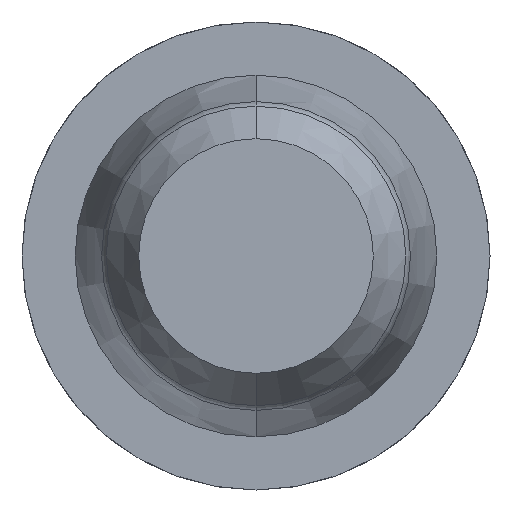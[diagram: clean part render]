
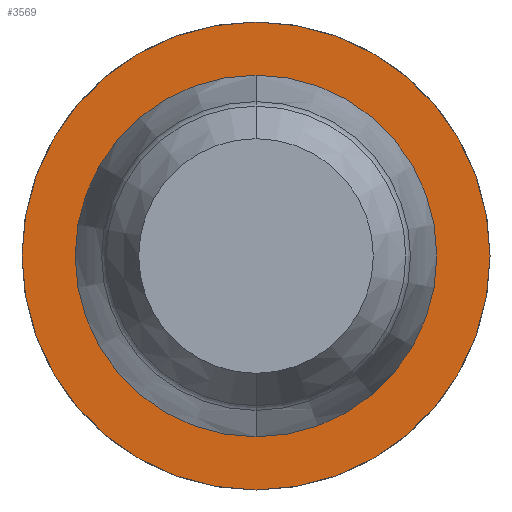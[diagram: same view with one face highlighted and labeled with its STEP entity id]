
A CAD part, front view. The second image highlights one B-rep face of the part: STEP entity #3569.
In plain terms, the highlighted planar face has unit normal (0, -1, 0).
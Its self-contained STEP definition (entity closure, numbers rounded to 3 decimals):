
#57 = DIRECTION ( 'NONE',  ( 0., 1., 0. ) ) ;
#61 = EDGE_CURVE ( 'Defeature ausgef�hrt3_5+Defeature ausgef�hrt3_6+Defeature ausgef�hrt3_6+Defeature ausgef�hrt3_6', #1630, #2672, #1925, .T. ) ;
#172 = ORIENTED_EDGE ( 'NONE', *, *, #2881, .T. ) ;
#244 = DIRECTION ( 'NONE',  ( 0., 0., 1. ) ) ;
#409 = CARTESIAN_POINT ( 'NONE',  ( 0., -9., 1.25 ) ) ;
#477 = CARTESIAN_POINT ( 'NONE',  ( 0., -9., -0.966 ) ) ;
#636 = EDGE_LOOP ( 'NONE', ( #3514, #2245 ) ) ;
#721 = AXIS2_PLACEMENT_3D ( 'NONE', #1757, #57, #3915 ) ;
#914 = VERTEX_POINT ( 'NONE', #409 ) ;
#1073 = CARTESIAN_POINT ( 'NONE',  ( 0., -9., 0. ) ) ;
#1096 = VERTEX_POINT ( 'NONE', #3046 ) ;
#1108 = DIRECTION ( 'NONE',  ( 0., 1., 0. ) ) ;
#1115 = CARTESIAN_POINT ( 'NONE',  ( 0., -9., 0. ) ) ;
#1321 = FACE_OUTER_BOUND ( 'NONE', #636, .T. ) ;
#1445 = AXIS2_PLACEMENT_3D ( 'NONE', #1073, #1108, #2130 ) ;
#1630 = VERTEX_POINT ( 'NONE', #3207 ) ;
#1658 = PLANE ( 'NONE',  #4290 ) ;
#1698 = FACE_BOUND ( 'NONE', #2530, .T. ) ;
#1757 = CARTESIAN_POINT ( 'NONE',  ( 0., -9., 0. ) ) ;
#1845 = DIRECTION ( 'NONE',  ( 0., 1., 0. ) ) ;
#1925 = CIRCLE ( 'NONE', #721, 0.966 ) ;
#1985 = CARTESIAN_POINT ( 'NONE',  ( 0., -9., 0. ) ) ;
#2080 = AXIS2_PLACEMENT_3D ( 'NONE', #1115, #1845, #3568 ) ;
#2130 = DIRECTION ( 'NONE',  ( 0., 0., 1. ) ) ;
#2245 = ORIENTED_EDGE ( 'NONE', *, *, #4462, .F. ) ;
#2350 = CIRCLE ( 'NONE', #2080, 1.25 ) ;
#2352 = DIRECTION ( 'NONE',  ( 0., 0., 1. ) ) ;
#2406 = AXIS2_PLACEMENT_3D ( 'NONE', #1985, #4444, #244 ) ;
#2530 = EDGE_LOOP ( 'NONE', ( #2964, #172 ) ) ;
#2672 = VERTEX_POINT ( 'NONE', #477 ) ;
#2881 = EDGE_CURVE ( 'Defeature ausgef�hrt3_5+Defeature ausgef�hrt3_6+Defeature ausgef�hrt3_6+Defeature ausgef�hrt3_6', #2672, #1630, #3391, .T. ) ;
#2964 = ORIENTED_EDGE ( 'NONE', *, *, #61, .T. ) ;
#3046 = CARTESIAN_POINT ( 'NONE',  ( 0., -9., -1.25 ) ) ;
#3207 = CARTESIAN_POINT ( 'NONE',  ( 0., -9., 0.966 ) ) ;
#3391 = CIRCLE ( 'NONE', #2406, 0.966 ) ;
#3514 = ORIENTED_EDGE ( 'NONE', *, *, #3749, .F. ) ;
#3568 = DIRECTION ( 'NONE',  ( 0., 0., 1. ) ) ;
#3569 = ADVANCED_FACE ( 'Defeature ausgef�hrt3_5', ( #1321, #1698 ), #1658, .F. ) ;
#3740 = CARTESIAN_POINT ( 'NONE',  ( 1.25, -9., 0. ) ) ;
#3749 = EDGE_CURVE ( 'Defeature ausgef�hrt3_4+Defeature ausgef�hrt3_5+Defeature ausgef�hrt3_5+Defeature ausgef�hrt3_5', #914, #1096, #4119, .T. ) ;
#3915 = DIRECTION ( 'NONE',  ( 0., 0., 1. ) ) ;
#4119 = CIRCLE ( 'NONE', #1445, 1.25 ) ;
#4290 = AXIS2_PLACEMENT_3D ( 'NONE', #3740, #4454, #2352 ) ;
#4444 = DIRECTION ( 'NONE',  ( 0., 1., 0. ) ) ;
#4454 = DIRECTION ( 'NONE',  ( 0., 1., 0. ) ) ;
#4462 = EDGE_CURVE ( 'Defeature ausgef�hrt3_4+Defeature ausgef�hrt3_5+Defeature ausgef�hrt3_5+Defeature ausgef�hrt3_5', #1096, #914, #2350, .T. ) ;
